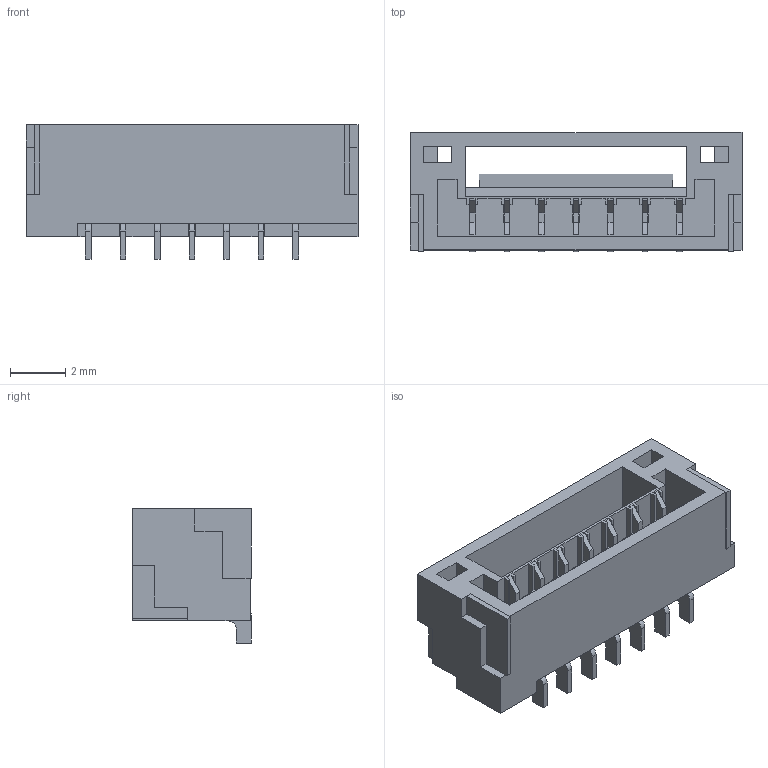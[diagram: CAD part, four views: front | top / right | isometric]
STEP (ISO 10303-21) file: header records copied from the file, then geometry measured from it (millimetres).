
FILE_DESCRIPTION(/* description */ ('STEP AP214'),/* implementation_level */ '2;1');
FILE_NAME(/* name */ 'GH1.25-7P.step',/* time_stamp */ '2025-12-14T10:34:02+08:00',/* author */ (''),/* organization */ (''),/* preprocessor_version */ 'ST-DEVELOPER v20.1',/* originating_system */ 'Autodesk Translation Framework v14.21.0.0',/* authorisation */ '');
FILE_SCHEMA (('AUTOMOTIVE_DESIGN { 1 0 10303 214 3 1 1 }'));
Length unit declared in the file: millimetre
Products named in the file (1): SM07B-GHS-TB
Bounding box: 12 x 4.3 x 4.85 mm (x, y, z)
Volume: 102.6 mm3; surface area: 534.5 mm2
Topology: 10 solids, 10 shells, 307 faces, 883 edges, 584 vertices
Faces by surface type: plane 293, cylinder 14
Entity records: 9931 total; most frequent: CARTESIAN_POINT 1775, ORIENTED_EDGE 1766, DIRECTION 1527, EDGE_CURVE 883, LINE 855, VECTOR 855, VERTEX_POINT 584, AXIS2_PLACEMENT_3D 336
